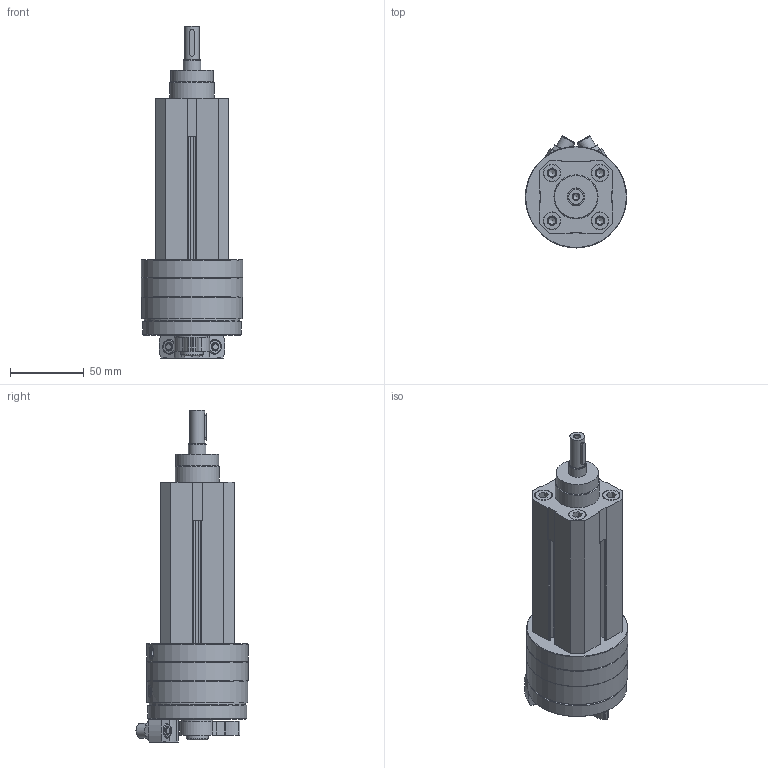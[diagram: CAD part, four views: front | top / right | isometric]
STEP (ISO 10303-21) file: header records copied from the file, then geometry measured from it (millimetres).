
FILE_DESCRIPTION(/* description */ ('STEP AP214'),/* implementation_level */ '2;1');
FILE_NAME(/* name */ '556618_DSL-20-25-270-P-A-S2-KF-B',/* time_stamp */ '2024-08-21T15:27:16+02:00',/* author */ ('License CC BY-ND 4.0'),/* organization */ ('CADENAS'),/* preprocessor_version */ 'ST-DEVELOPER v19.3',/* originating_system */ 'PARTsolutions',/* authorisation */ ' ');
FILE_SCHEMA (('AUTOMOTIVE_DESIGN {1 0 10303 214 3 1 1}'));
Length unit declared in the file: millimetre
Products named in the file (12): 556618 DSL-20-25-270-P-A-S2-KF-B---(0_0); 556618 DSL-20-25-270-P-A-S2-KF-B-25_bz; 704063 DSM-16-BR---(HZ); 710516 DSM-16/25-P-B; 382090 SLT-10; 342621 DSM-16_NS; DIN-912 - M4x18(F); 396998 YSRW M10X1-3.5-13; 704062 DSM-16-BL---(HZ); 556618 DSL-25-0_k_kf; - DSL; Shim ring DIN 988 15x21x1.5
Assembly tree (16 placements, depth 2):
  556618 DSL-20-25-270-P-A-S2-KF-B---(0_0)
    556618 DSL-20-25-270-P-A-S2-KF-B-25_bz
    704063 DSM-16-BR---(HZ)
    710516 DSM-16/25-P-B  x2
    382090 SLT-10  x2
    342621 DSM-16_NS  x2
    DIN-912 - M4x18(F)  x2
    396998 YSRW M10X1-3.5-13  x2
    704062 DSM-16-BL---(HZ)
    556618 DSL-25-0_k_kf
    - DSL
    Shim ring DIN 988 15x21x1.5
Bounding box: 69 x 76.17 x 225.6 mm (x, y, z)
Volume: 441332.6 mm3; surface area: 81939.7 mm2
Topology: 16 solids, 16 shells, 517 faces, 1246 edges, 786 vertices
Faces by surface type: plane 271, cylinder 158, cone 84, torus 4
Full cylindrical faces by diameter (mm): 1 x2, 1.567 x2, 3 x2, 3.242 x2, 4 x2, 4.134 x5, 4.5 x2, 4.917 x4, 5.7 x2, 7 x2, 7.4 x2, 8 x2, 8.3 x4, 8.917 x4, 10 x3, 12 x6, 15 x3, 21 x1, 29 x2, 30 x1, 33.5 x1, 42.5 x1, 47 x1, 65 x1, 67 x1, 68.65 x1, 69 x2
Entity records: 12626 total; most frequent: CARTESIAN_POINT 2275, DIRECTION 2165, ORIENTED_EDGE 1872, EDGE_CURVE 936, AXIS2_PLACEMENT_3D 810, VERTEX_POINT 664, FACE_BOUND 608, EDGE_LOOP 599
